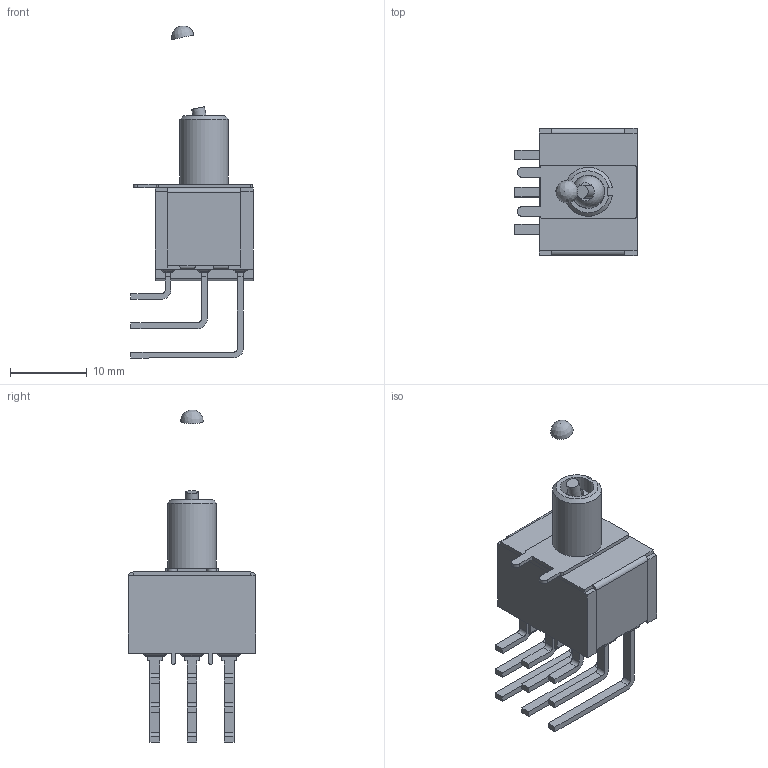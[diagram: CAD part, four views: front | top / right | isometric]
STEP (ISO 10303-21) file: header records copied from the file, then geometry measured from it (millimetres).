
FILE_DESCRIPTION(/* description */ (''),/* implementation_level */ '2;1');
FILE_NAME(/* name */ '1003PxT1B1M7xE.stp',/* time_stamp */ '2026-01-17T16:48:03-06:00',/* author */ ('jmeyers'),/* organization */ (''),/* preprocessor_version */ 'ST-DEVELOPER v18.1',/* originating_system */ 'Autodesk Inventor 2022',/* authorisation */ '');
FILE_SCHEMA (('AUTOMOTIVE_DESIGN { 1 0 10303 214 3 1 1 }'));
Length unit declared in the file: inch
Products named in the file (1): Part27
Bounding box: 15.88 x 16.51 x 43.16 mm (x, y, z)
Volume: 2681.2 mm3; surface area: 2322.7 mm2
Topology: 1 solids, 3 shells, 454 faces, 1170 edges, 700 vertices
Faces by surface type: plane 294, cylinder 119, sphere 37, cone 3, bspline 1
Full cylindrical faces by diameter (mm): 1.65 x1, 4.35 x1
Entity records: 13413 total; most frequent: CARTESIAN_POINT 2358, DIRECTION 2322, ORIENTED_EDGE 2268, EDGE_CURVE 1134, LINE 848, VECTOR 848, AXIS2_PLACEMENT_3D 737, VERTEX_POINT 700
